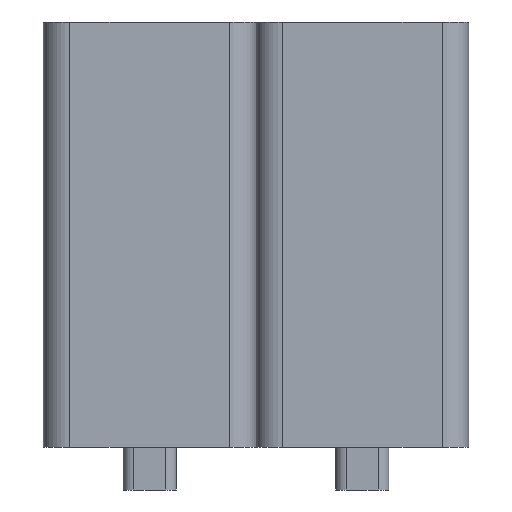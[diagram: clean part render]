
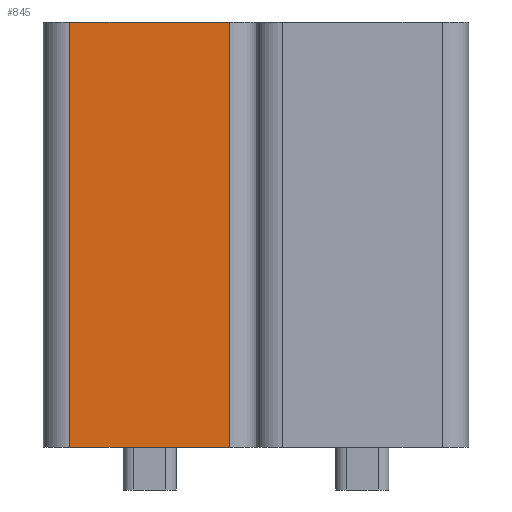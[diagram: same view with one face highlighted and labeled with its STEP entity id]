
A CAD part, left-side view. The second image highlights one B-rep face of the part: STEP entity #845.
In plain terms, the highlighted planar face has unit normal (-1, 0, 0).
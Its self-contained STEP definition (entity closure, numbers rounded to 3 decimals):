
#38 = EDGE_CURVE ( 'NONE', #2218, #2220, #2340, .T. ) ;
#100 = EDGE_CURVE ( 'NONE', #2194, #2177, #2372, .T. ) ;
#192 = VECTOR ( 'NONE', #1067, 1000. ) ;
#309 = VECTOR ( 'NONE', #3100, 1000. ) ;
#319 = VECTOR ( 'NONE', #3118, 1000. ) ;
#330 = AXIS2_PLACEMENT_3D ( 'NONE', #1254, #1255, #1256 ) ;
#505 = ORIENTED_EDGE ( 'NONE', *, *, #834, .T. ) ;
#826 = EDGE_CURVE ( 'NONE', #2177, #2220, #2815, .T. ) ;
#834 = EDGE_CURVE ( 'NONE', #2194, #2218, #2821, .T. ) ;
#845 = ADVANCED_FACE ( 'NONE', ( #2837 ), #1253, .F. ) ;
#918 = CARTESIAN_POINT ( 'NONE',  ( 0., -0.25, 0. ) ) ;
#919 = DIRECTION ( 'NONE',  ( 0., -1., 0. ) ) ;
#1066 = CARTESIAN_POINT ( 'NONE',  ( 0., -0.25, 4. ) ) ;
#1067 = DIRECTION ( 'NONE',  ( 0., -1., 0. ) ) ;
#1192 = EDGE_LOOP ( 'NONE', ( #1772, #1793, #1775, #505 ) ) ;
#1253 = PLANE ( 'NONE',  #330 ) ;
#1254 = CARTESIAN_POINT ( 'NONE',  ( 0., -0.25, 4. ) ) ;
#1255 = DIRECTION ( 'NONE',  ( 1., 0., 0. ) ) ;
#1256 = DIRECTION ( 'NONE',  ( 0., 1., 0. ) ) ;
#1405 = CARTESIAN_POINT ( 'NONE',  ( 0., -1.75, 4. ) ) ;
#1422 = CARTESIAN_POINT ( 'NONE',  ( 0., -0.25, 4. ) ) ;
#1446 = CARTESIAN_POINT ( 'NONE',  ( 0., -0.25, 0. ) ) ;
#1448 = CARTESIAN_POINT ( 'NONE',  ( 0., -1.75, 0. ) ) ;
#1772 = ORIENTED_EDGE ( 'NONE', *, *, #38, .T. ) ;
#1775 = ORIENTED_EDGE ( 'NONE', *, *, #100, .F. ) ;
#1793 = ORIENTED_EDGE ( 'NONE', *, *, #826, .F. ) ;
#2177 = VERTEX_POINT ( 'NONE', #1405 ) ;
#2194 = VERTEX_POINT ( 'NONE', #1422 ) ;
#2218 = VERTEX_POINT ( 'NONE', #1446 ) ;
#2220 = VERTEX_POINT ( 'NONE', #1448 ) ;
#2340 = LINE ( 'NONE', #918, #2579 ) ;
#2372 = LINE ( 'NONE', #1066, #192 ) ;
#2579 = VECTOR ( 'NONE', #919, 1000. ) ;
#2815 = LINE ( 'NONE', #3099, #309 ) ;
#2821 = LINE ( 'NONE', #3117, #319 ) ;
#2837 = FACE_OUTER_BOUND ( 'NONE', #1192, .T. ) ;
#3099 = CARTESIAN_POINT ( 'NONE',  ( 0., -1.75, 4. ) ) ;
#3100 = DIRECTION ( 'NONE',  ( 0., 0., -1. ) ) ;
#3117 = CARTESIAN_POINT ( 'NONE',  ( 0., -0.25, 4. ) ) ;
#3118 = DIRECTION ( 'NONE',  ( 0., 0., -1. ) ) ;
